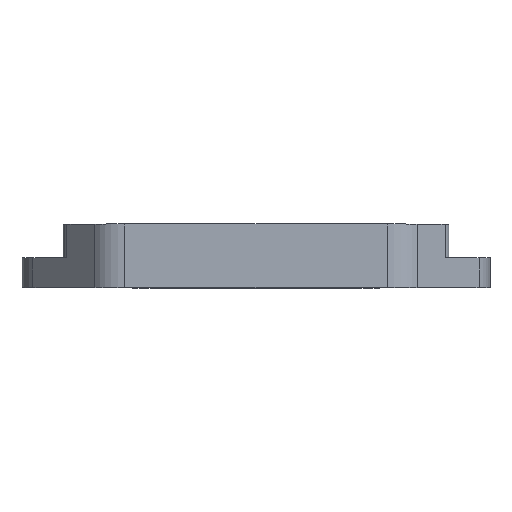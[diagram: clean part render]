
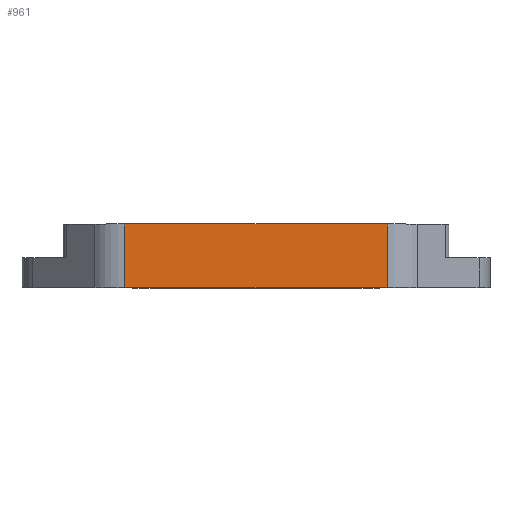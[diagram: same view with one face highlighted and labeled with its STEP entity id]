
A CAD part, top view. The second image highlights one B-rep face of the part: STEP entity #961.
In plain terms, the highlighted planar face has unit normal (0, 0, 1).
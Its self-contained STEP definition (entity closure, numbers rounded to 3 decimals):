
#71=PLANE('',#1083);
#117=FACE_OUTER_BOUND('',#183,.T.);
#183=EDGE_LOOP('',(#881,#882,#883,#884));
#198=LINE('',#1433,#278);
#214=LINE('',#1506,#294);
#266=LINE('',#1655,#346);
#267=LINE('',#1657,#347);
#278=VECTOR('',#1130,10.);
#294=VECTOR('',#1210,10.);
#346=VECTOR('',#1368,10.);
#347=VECTOR('',#1371,10.);
#428=VERTEX_POINT('',#1430);
#429=VERTEX_POINT('',#1432);
#453=VERTEX_POINT('',#1503);
#454=VERTEX_POINT('',#1505);
#519=EDGE_CURVE('',#428,#429,#198,.T.);
#555=EDGE_CURVE('',#454,#453,#214,.T.);
#632=EDGE_CURVE('',#453,#429,#266,.T.);
#633=EDGE_CURVE('',#454,#428,#267,.T.);
#881=ORIENTED_EDGE('',*,*,#555,.T.);
#882=ORIENTED_EDGE('',*,*,#632,.T.);
#883=ORIENTED_EDGE('',*,*,#519,.F.);
#884=ORIENTED_EDGE('',*,*,#633,.F.);
#961=ADVANCED_FACE('',(#117),#71,.T.);
#1083=AXIS2_PLACEMENT_3D('',#1656,#1369,#1370);
#1130=DIRECTION('',(1.,0.,0.));
#1210=DIRECTION('',(1.,0.,0.));
#1368=DIRECTION('',(0.,1.,0.));
#1369=DIRECTION('center_axis',(0.,0.,1.));
#1370=DIRECTION('ref_axis',(1.,0.,0.));
#1371=DIRECTION('',(0.,1.,0.));
#1430=CARTESIAN_POINT('',(-58.03,0.,2.933));
#1432=CARTESIAN_POINT('',(-5.47,0.,2.933));
#1433=CARTESIAN_POINT('',(-58.03,0.,2.933));
#1503=CARTESIAN_POINT('',(-5.47,-12.7,2.933));
#1505=CARTESIAN_POINT('',(-58.03,-12.7,2.933));
#1506=CARTESIAN_POINT('',(-58.03,-12.7,2.933));
#1655=CARTESIAN_POINT('',(-5.47,-12.7,2.933));
#1656=CARTESIAN_POINT('Origin',(-58.03,-12.7,2.933));
#1657=CARTESIAN_POINT('',(-58.03,-12.7,2.933));
